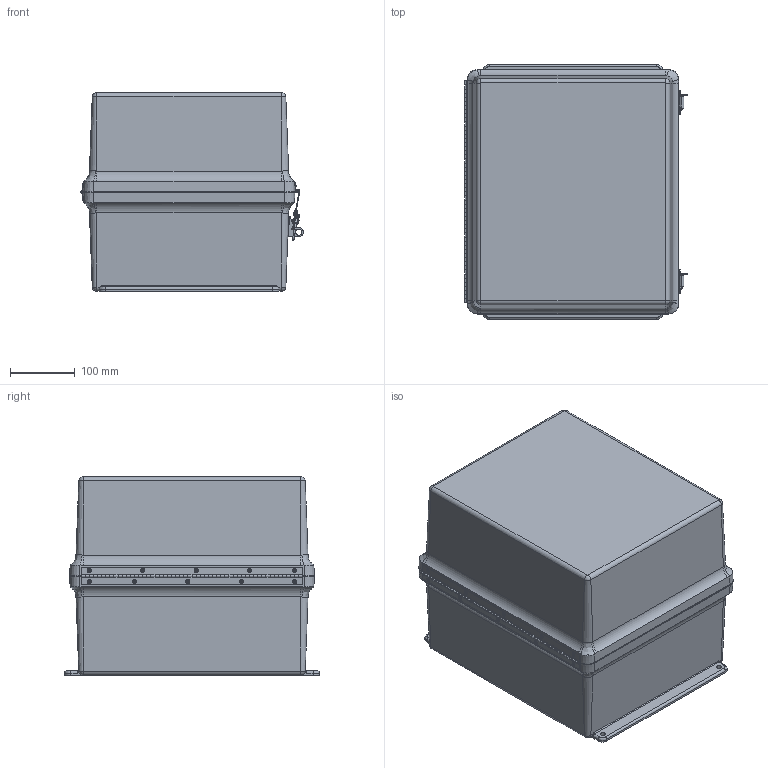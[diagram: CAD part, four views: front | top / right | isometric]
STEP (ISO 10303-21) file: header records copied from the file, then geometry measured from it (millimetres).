
FILE_DESCRIPTION (( 'STEP AP214' ), '1' );
FILE_NAME ('M141212SSH.STEP', '2018-11-07T17:56:02', ( '' ), ( '' ), 'SwSTEP 2.0', 'SolidWorks 2018', '' );
FILE_SCHEMA (( 'AUTOMOTIVE_DESIGN' ));
Length unit declared in the file: inch
Products named in the file (1): M141212SSH
Bounding box: 344.23 x 393.7 x 306.21 mm (x, y, z)
Volume: 2475771.8 mm3; surface area: 1328387.2 mm2
Topology: 54 solids, 54 shells, 1459 faces, 3621 edges, 2328 vertices
Faces by surface type: plane 622, cylinder 560, bspline 186, cone 69, torus 22
Full cylindrical faces by diameter (mm): 2.159 x55, 2.4 x2, 2.7 x4, 3 x2, 3.175 x18, 3.25 x2, 3.302 x4, 3.454 x10, 3.5 x2, 3.556 x18, 3.861 x16, 3.962 x11, 4.2 x4, 4.7 x2, 4.9 x2, 5 x4, 5.3 x2, 5.537 x8, 6.35 x18, 6.858 x8, 9.55 x2, 13.3 x2, 13.5 x2
Entity records: 76919 total; most frequent: CARTESIAN_POINT 24192, ORIENTED_EDGE 6658, DIRECTION 6472, EDGE_CURVE 3329, AXIS2_PLACEMENT_3D 2386, VERTEX_POINT 2283, EDGE_LOOP 1994, VECTOR 1700
